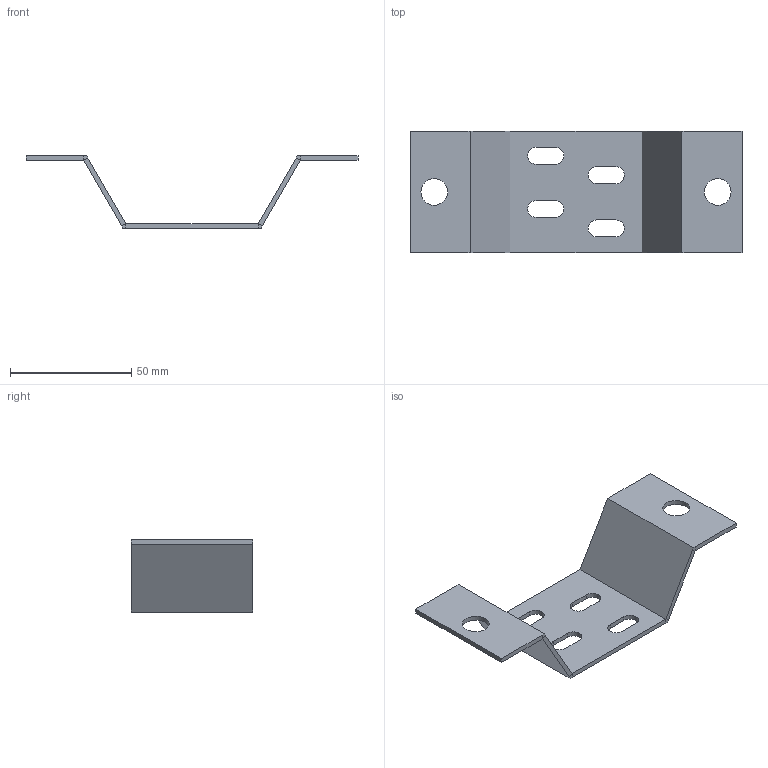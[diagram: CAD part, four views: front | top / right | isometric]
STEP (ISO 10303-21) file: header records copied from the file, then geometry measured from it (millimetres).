
FILE_DESCRIPTION (( 'STEP AP203' ), '1' );
FILE_NAME ('CLW10-SNP-50 Ñòîéêà íàñòåííàÿ ÑÍÏ50.STEP', '2016-03-15T14:19:11', ( '' ), ( '' ), 'SwSTEP 2.0', 'SolidWorks 2014', '' );
FILE_SCHEMA (( 'CONFIG_CONTROL_DESIGN' ));
Length unit declared in the file: millimetre
Products named in the file (1): CLW10-SNP-50 Ñòîéêà íàñòåííàÿ ÑÍÏ50
Bounding box: 137 x 50 x 30 mm (x, y, z)
Volume: 15797.2 mm3; surface area: 17116.6 mm2
Topology: 1 solids, 1 shells, 48 faces, 122 edges, 76 vertices
Faces by surface type: plane 38, cylinder 10
Full cylindrical faces by diameter (mm): 11 x2
Entity records: 1509 total; most frequent: CARTESIAN_POINT 245, ORIENTED_EDGE 240, DIRECTION 238, EDGE_CURVE 120, VECTOR 100, LINE 100, VERTEX_POINT 76, AXIS2_PLACEMENT_3D 69
